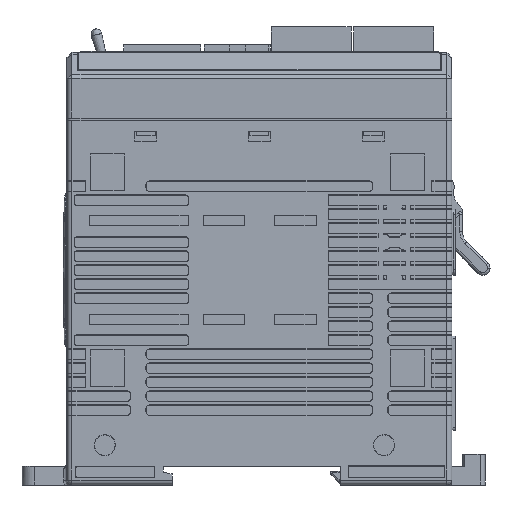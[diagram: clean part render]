
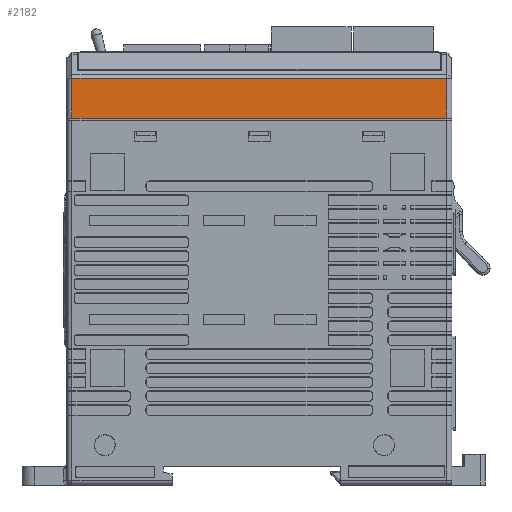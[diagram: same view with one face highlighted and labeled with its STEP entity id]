
A CAD part, left-side view. The second image highlights one B-rep face of the part: STEP entity #2182.
In plain terms, the highlighted planar face has unit normal (-1, 0, 0).
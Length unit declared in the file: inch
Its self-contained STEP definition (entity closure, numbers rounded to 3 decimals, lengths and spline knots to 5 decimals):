
#926 = CARTESIAN_POINT ( 'NONE',  ( -1.14711, -1.39786, 2.74295 ) ) ;
#2182 = ADVANCED_FACE ( 'NONE', ( #41305 ), #83573, .T. ) ;
#2693 = VECTOR ( 'NONE', #120226, 39.37008 ) ;
#3980 = EDGE_CURVE ( 'NONE', #121856, #76270, #21508, .T. ) ;
#10911 = DIRECTION ( 'NONE',  ( 0., 0., 1. ) ) ;
#13252 = DIRECTION ( 'NONE',  ( 0., -1., 0. ) ) ;
#18434 = CARTESIAN_POINT ( 'NONE',  ( -1.14711, 1.5549, 3.05734 ) ) ;
#21508 = LINE ( 'NONE', #109484, #33121 ) ;
#23360 = VECTOR ( 'NONE', #24677, 39.37008 ) ;
#24677 = DIRECTION ( 'NONE',  ( 0., 0., -1. ) ) ;
#31180 = LINE ( 'NONE', #103857, #124440 ) ;
#33121 = VECTOR ( 'NONE', #10911, 39.37008 ) ;
#33350 = DIRECTION ( 'NONE',  ( 0., 0., 1. ) ) ;
#41305 = FACE_OUTER_BOUND ( 'NONE', #85307, .T. ) ;
#43702 = CARTESIAN_POINT ( 'NONE',  ( -1.14711, -1.39786, 3.05734 ) ) ;
#50410 = EDGE_CURVE ( 'NONE', #127391, #121856, #31180, .T. ) ;
#68663 = CARTESIAN_POINT ( 'NONE',  ( -1.14711, 1.5549, 2.74295 ) ) ;
#73043 = ORIENTED_EDGE ( 'NONE', *, *, #50410, .T. ) ;
#74928 = CARTESIAN_POINT ( 'NONE',  ( -1.14711, 1.5549, -1.04757 ) ) ;
#76270 = VERTEX_POINT ( 'NONE', #43702 ) ;
#83573 = PLANE ( 'NONE',  #98253 ) ;
#85307 = EDGE_LOOP ( 'NONE', ( #104136, #113254, #108581, #73043 ) ) ;
#87211 = LINE ( 'NONE', #98457, #2693 ) ;
#89139 = EDGE_CURVE ( 'NONE', #129800, #127391, #116562, .T. ) ;
#98253 = AXIS2_PLACEMENT_3D ( 'NONE', #123925, #113361, #33350 ) ;
#98457 = CARTESIAN_POINT ( 'NONE',  ( -1.14711, -0.14784, 3.05734 ) ) ;
#103857 = CARTESIAN_POINT ( 'NONE',  ( -1.14711, -0.14784, 2.74295 ) ) ;
#104136 = ORIENTED_EDGE ( 'NONE', *, *, #3980, .T. ) ;
#108581 = ORIENTED_EDGE ( 'NONE', *, *, #89139, .T. ) ;
#109484 = CARTESIAN_POINT ( 'NONE',  ( -1.14711, -1.39786, -1.04757 ) ) ;
#113254 = ORIENTED_EDGE ( 'NONE', *, *, #123749, .T. ) ;
#113361 = DIRECTION ( 'NONE',  ( -1., 0., 0. ) ) ;
#116562 = LINE ( 'NONE', #74928, #23360 ) ;
#120226 = DIRECTION ( 'NONE',  ( 0., 1., 0. ) ) ;
#121856 = VERTEX_POINT ( 'NONE', #926 ) ;
#123749 = EDGE_CURVE ( 'NONE', #76270, #129800, #87211, .T. ) ;
#123925 = CARTESIAN_POINT ( 'NONE',  ( -1.14711, -0.14784, -1.04757 ) ) ;
#124440 = VECTOR ( 'NONE', #13252, 39.37008 ) ;
#127391 = VERTEX_POINT ( 'NONE', #68663 ) ;
#129800 = VERTEX_POINT ( 'NONE', #18434 ) ;
